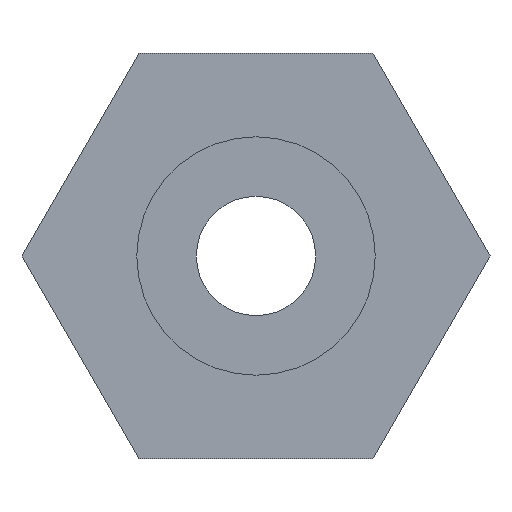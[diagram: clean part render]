
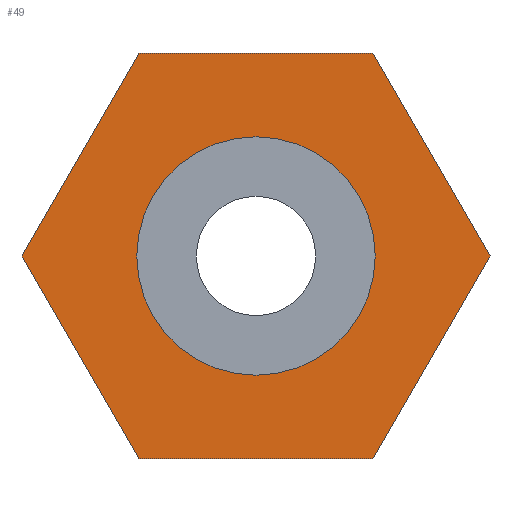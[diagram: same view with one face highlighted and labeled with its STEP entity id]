
A CAD part, front view. The second image highlights one B-rep face of the part: STEP entity #49.
In plain terms, the highlighted planar face has unit normal (0, -1, 0).
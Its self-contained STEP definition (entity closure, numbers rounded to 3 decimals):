
#49=ADVANCED_FACE('',(#104,#105),#106,.T.);
#104=FACE_OUTER_BOUND('',#165,.T.);
#105=FACE_BOUND('',#166,.T.);
#106=PLANE('',#167);
#165=EDGE_LOOP('',(#240,#241,#242,#243,#244,#245));
#166=EDGE_LOOP('',(#246,#247));
#167=AXIS2_PLACEMENT_3D('',#248,#249,#250);
#240=ORIENTED_EDGE('',*,*,#370,.T.);
#241=ORIENTED_EDGE('',*,*,#371,.T.);
#242=ORIENTED_EDGE('',*,*,#372,.T.);
#243=ORIENTED_EDGE('',*,*,#373,.T.);
#244=ORIENTED_EDGE('',*,*,#374,.T.);
#245=ORIENTED_EDGE('',*,*,#375,.T.);
#246=ORIENTED_EDGE('',*,*,#376,.F.);
#247=ORIENTED_EDGE('',*,*,#367,.F.);
#248=CARTESIAN_POINT('',(14.722,-17.0,-8.5));
#249=DIRECTION('',(0.0,-1.0,0.));
#250=DIRECTION('',(1.0,0.0,0.0));
#367=EDGE_CURVE('',#431,#433,#434,.T.);
#370=EDGE_CURVE('',#437,#438,#439,.T.);
#371=EDGE_CURVE('',#438,#440,#441,.T.);
#372=EDGE_CURVE('',#440,#442,#443,.T.);
#373=EDGE_CURVE('',#442,#444,#445,.T.);
#374=EDGE_CURVE('',#444,#446,#447,.T.);
#375=EDGE_CURVE('',#446,#437,#448,.T.);
#376=EDGE_CURVE('',#433,#431,#449,.T.);
#431=VERTEX_POINT('',#516);
#433=VERTEX_POINT('',#519);
#434=CIRCLE('',#520,5.0);
#437=VERTEX_POINT('',#524);
#438=VERTEX_POINT('',#525);
#439=LINE('',#526,#527);
#440=VERTEX_POINT('',#528);
#441=LINE('',#529,#530);
#442=VERTEX_POINT('',#531);
#443=LINE('',#532,#533);
#444=VERTEX_POINT('',#534);
#445=LINE('',#535,#536);
#446=VERTEX_POINT('',#537);
#447=LINE('',#538,#539);
#448=LINE('',#540,#541);
#449=CIRCLE('',#542,5.0);
#516=CARTESIAN_POINT('',(5.0,-17.0,0.));
#519=CARTESIAN_POINT('',(-5.0,-17.0,0.));
#520=AXIS2_PLACEMENT_3D('',#612,#613,#614);
#524=CARTESIAN_POINT('',(-4.907,-17.0,-8.5));
#525=CARTESIAN_POINT('',(4.907,-17.0,-8.5));
#526=CARTESIAN_POINT('',(-4.907,-17.0,-8.5));
#527=VECTOR('',#616,1000.0);
#528=CARTESIAN_POINT('',(9.815,-17.0,0.));
#529=CARTESIAN_POINT('',(4.907,-17.0,-8.5));
#530=VECTOR('',#617,1000.0);
#531=CARTESIAN_POINT('',(4.907,-17.0,8.5));
#532=CARTESIAN_POINT('',(9.815,-17.0,0.));
#533=VECTOR('',#618,1000.0);
#534=CARTESIAN_POINT('',(-4.907,-17.0,8.5));
#535=CARTESIAN_POINT('',(4.907,-17.0,8.5));
#536=VECTOR('',#619,1000.0);
#537=CARTESIAN_POINT('',(-9.815,-17.0,0.));
#538=CARTESIAN_POINT('',(-4.907,-17.0,8.5));
#539=VECTOR('',#620,1000.0);
#540=CARTESIAN_POINT('',(-9.815,-17.0,0.));
#541=VECTOR('',#621,1000.0);
#542=AXIS2_PLACEMENT_3D('',#622,#623,#624);
#612=CARTESIAN_POINT('',(0.0,-17.0,0.));
#613=DIRECTION('',(0.0,-1.0,0.));
#614=DIRECTION('',(1.0,0.0,0.0));
#616=DIRECTION('',(1.0,0.,0.));
#617=DIRECTION('',(0.5,0.,0.866));
#618=DIRECTION('',(-0.5,0.,0.866));
#619=DIRECTION('',(-1.0,0.,0.));
#620=DIRECTION('',(-0.5,0.,-0.866));
#621=DIRECTION('',(0.5,0.,-0.866));
#622=CARTESIAN_POINT('',(0.0,-17.0,0.));
#623=DIRECTION('',(0.0,-1.0,0.));
#624=DIRECTION('',(1.0,0.0,0.0));
